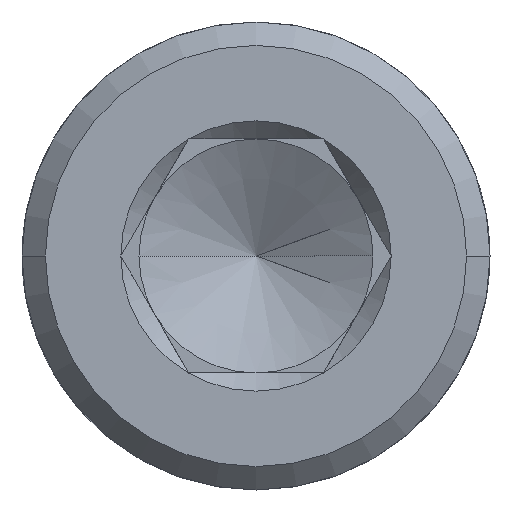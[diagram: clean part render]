
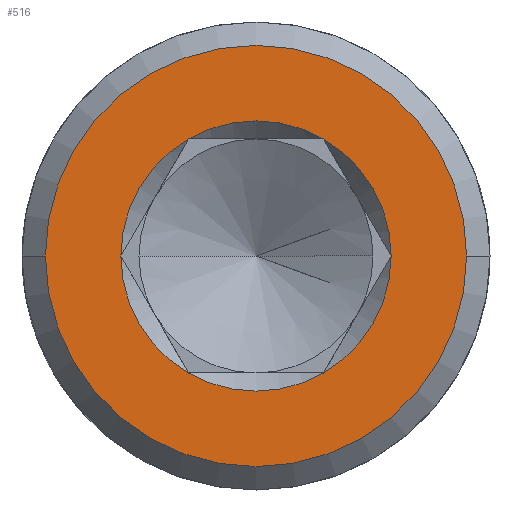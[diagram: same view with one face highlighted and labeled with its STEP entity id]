
A CAD part, front view. The second image highlights one B-rep face of the part: STEP entity #516.
In plain terms, the highlighted planar face has unit normal (0, -1, 0).
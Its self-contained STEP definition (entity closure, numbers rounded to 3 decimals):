
#362=VERTEX_POINT('',#1029);
#368=EDGE_CURVE('',#442,#564,#1035,.T.);
#442=VERTEX_POINT('',#1114);
#506=EDGE_CURVE('',#564,#442,#1183,.T.);
#516=ADVANCED_FACE('',(#1195,#1196),#1197,.T.);
#518=EDGE_CURVE('',#800,#362,#1199,.T.);
#564=VERTEX_POINT('',#1249);
#598=EDGE_CURVE('',#362,#800,#1286,.T.);
#800=VERTEX_POINT('',#1523);
#1029=CARTESIAN_POINT('',(-6.93,0.,0.0));
#1035=CIRCLE('',#1779,10.8);
#1114=CARTESIAN_POINT('',(-10.8,0.0,0.));
#1183=CIRCLE('',#2057,10.8);
#1195=FACE_BOUND('',#2083,.T.);
#1196=FACE_OUTER_BOUND('',#2084,.T.);
#1197=PLANE('',#2085);
#1199=CIRCLE('',#2088,6.93);
#1249=CARTESIAN_POINT('',(10.8,0.0,0.0));
#1286=CIRCLE('',#2225,6.93);
#1523=CARTESIAN_POINT('',(6.93,0.,0.));
#1779=AXIS2_PLACEMENT_3D('',#3133,#3134,#3135);
#2057=AXIS2_PLACEMENT_3D('',#3273,#3274,#3275);
#2083=EDGE_LOOP('',(#3295,#3296));
#2084=EDGE_LOOP('',(#3297,#3298));
#2085=AXIS2_PLACEMENT_3D('',#3299,#3300,#3301);
#2088=AXIS2_PLACEMENT_3D('',#3302,#3303,#3304);
#2225=AXIS2_PLACEMENT_3D('',#3403,#3404,#3405);
#3133=CARTESIAN_POINT('',(0.0,0.0,0.0));
#3134=DIRECTION('',(-0.0,1.0,0.0));
#3135=DIRECTION('',(1.0,0.0,0.0));
#3273=CARTESIAN_POINT('',(0.0,0.0,0.0));
#3274=DIRECTION('',(-0.0,1.0,0.0));
#3275=DIRECTION('',(1.0,0.0,0.0));
#3295=ORIENTED_EDGE('',*,*,#598,.T.);
#3296=ORIENTED_EDGE('',*,*,#518,.T.);
#3297=ORIENTED_EDGE('',*,*,#506,.F.);
#3298=ORIENTED_EDGE('',*,*,#368,.F.);
#3299=CARTESIAN_POINT('',(5.4,0.0,0.0));
#3300=DIRECTION('',(-0.0,-1.0,-0.0));
#3301=DIRECTION('',(-1.0,0.0,0.0));
#3302=CARTESIAN_POINT('',(0.,0.,0.0));
#3303=DIRECTION('',(0.0,1.0,0.0));
#3304=DIRECTION('',(-1.0,0.0,0.0));
#3403=CARTESIAN_POINT('',(0.,0.,0.0));
#3404=DIRECTION('',(0.0,1.0,0.0));
#3405=DIRECTION('',(-1.0,0.0,0.0));
